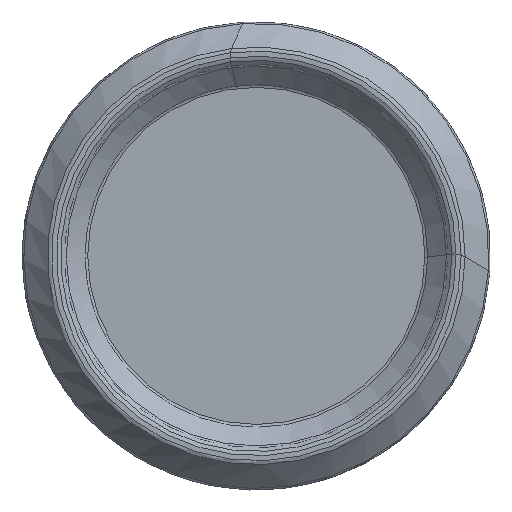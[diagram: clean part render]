
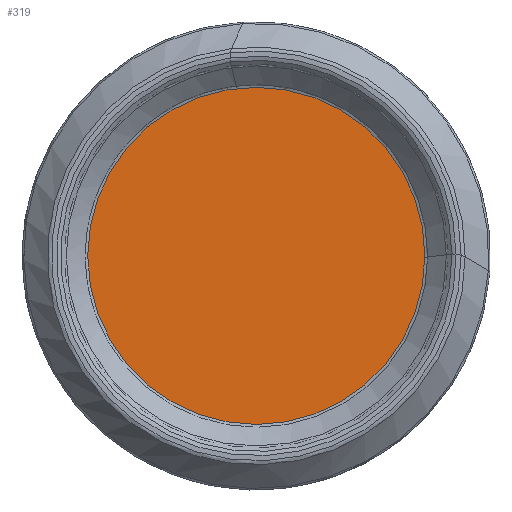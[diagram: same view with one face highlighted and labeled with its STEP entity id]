
A CAD part, left-side view. The second image highlights one B-rep face of the part: STEP entity #319.
In plain terms, the highlighted planar face has unit normal (-1, 0, 0).
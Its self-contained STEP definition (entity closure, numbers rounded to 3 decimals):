
#265=PLANE('',#920);
#319=ADVANCED_FACE('',(#397),#265,.F.);
#397=FACE_OUTER_BOUND('',#437,.T.);
#437=EDGE_LOOP('',(#657));
#506=CIRCLE('',#919,40.68);
#657=ORIENTED_EDGE('',*,*,#810,.T.);
#726=VERTEX_POINT('',#1750);
#810=EDGE_CURVE('',#726,#726,#506,.T.);
#919=AXIS2_PLACEMENT_3D('',#1749,#1088,#1089);
#920=AXIS2_PLACEMENT_3D('',#1751,#1090,#1091);
#1088=DIRECTION('',(-1.,0.,0.));
#1089=DIRECTION('',(0.,0.,1.));
#1090=DIRECTION('',(1.,0.,0.));
#1091=DIRECTION('',(0.,0.,-1.));
#1749=CARTESIAN_POINT('',(6.,0.,0.));
#1750=CARTESIAN_POINT('',(6.,0.,40.68));
#1751=CARTESIAN_POINT('',(6.,15.,0.));
